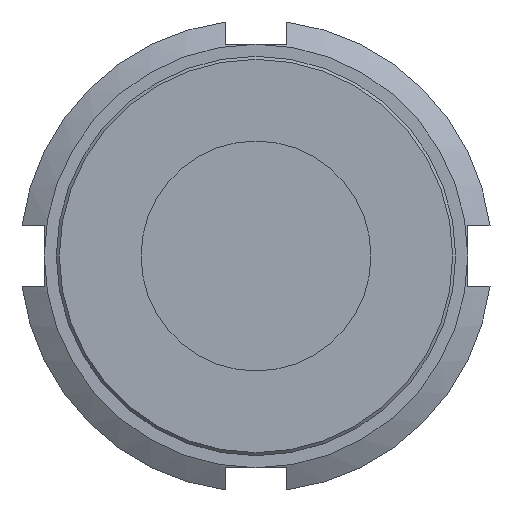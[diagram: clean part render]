
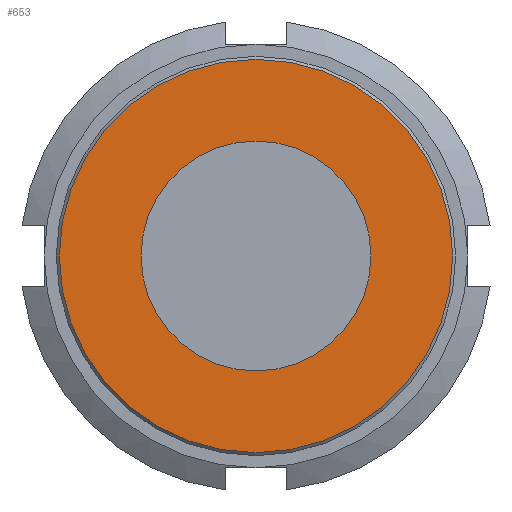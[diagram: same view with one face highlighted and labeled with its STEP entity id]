
A CAD part, left-side view. The second image highlights one B-rep face of the part: STEP entity #653.
In plain terms, the highlighted planar face has unit normal (-1, 0, 0).
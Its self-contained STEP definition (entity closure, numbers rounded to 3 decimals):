
#309=CARTESIAN_POINT('',(-42.,19.,0.));
#310=VERTEX_POINT('',#309);
#311=CARTESIAN_POINT('',(-42.,0.,0.));
#312=DIRECTION('',(-1.0,0.0,0.0));
#313=DIRECTION('',(0.0,1.0,0.0));
#314=AXIS2_PLACEMENT_3D('',#311,#312,#313);
#315=CIRCLE('',#314,19.);
#316=EDGE_CURVE('',#310,#310,#315,.T.);
#634=CARTESIAN_POINT('',(-42.,25.75,0.));
#635=DIRECTION('',(-1.0,0.0,0.0));
#636=DIRECTION('',(0.0,0.0,1.0));
#637=AXIS2_PLACEMENT_3D('',#634,#635,#636);
#638=PLANE('',#637);
#639=CARTESIAN_POINT('',(-42.,32.5,0.));
#640=VERTEX_POINT('',#639);
#641=CARTESIAN_POINT('',(-42.,0.,0.));
#642=DIRECTION('',(-1.0,0.0,0.0));
#643=DIRECTION('',(0.0,1.0,0.0));
#644=AXIS2_PLACEMENT_3D('',#641,#642,#643);
#645=CIRCLE('',#644,32.5);
#646=EDGE_CURVE('',#640,#640,#645,.T.);
#647=ORIENTED_EDGE('',*,*,#646,.T.);
#648=EDGE_LOOP('',(#647));
#649=FACE_OUTER_BOUND('',#648,.T.);
#650=ORIENTED_EDGE('',*,*,#316,.F.);
#651=EDGE_LOOP('',(#650));
#652=FACE_BOUND('',#651,.T.);
#653=ADVANCED_FACE('',(#649,#652),#638,.T.);
